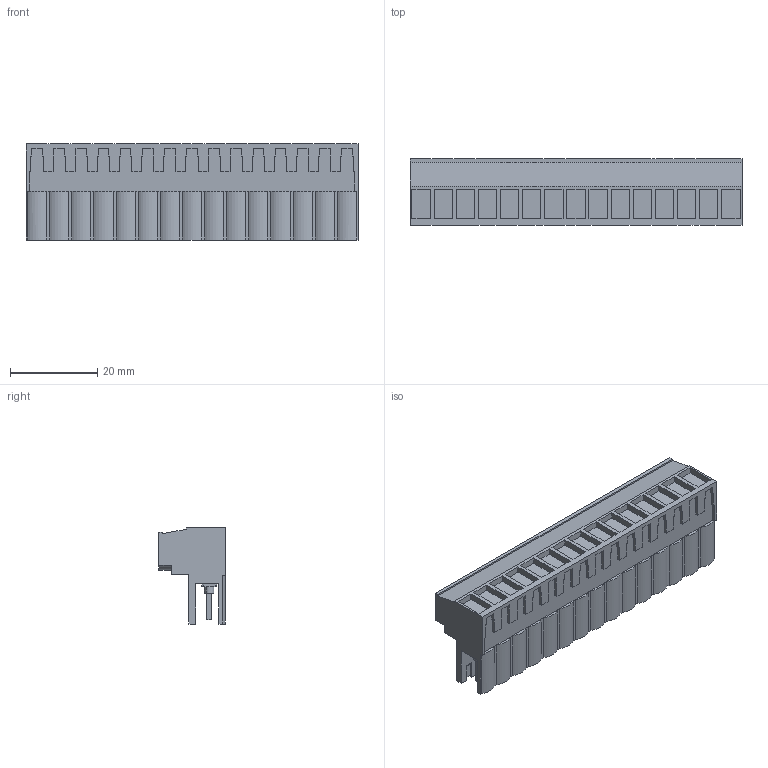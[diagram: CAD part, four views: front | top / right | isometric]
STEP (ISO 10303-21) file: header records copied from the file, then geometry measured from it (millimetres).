
FILE_DESCRIPTION(('CATIA V5 STEP','CAx-IF Rec.Pracs.--- Model Styling and Organization---1.2---2011-12-15'),'2;1');
FILE_NAME ('D1453759_0_1627220000_1627220000.stp','2017-06-01T06:28:24+00:00',('none'),('Weidmueller'),'CATIA Version 5-6 Release 2014','CATIA V5 STEP AP214','none');
FILE_SCHEMA(('AUTOMOTIVE_DESIGN { 1 0 10303 214 1 1 1 1 }'));
Length unit declared in the file: millimetre
Products named in the file (1): 1627220000
Bounding box: 76.2 x 15.3 x 22.05 mm (x, y, z)
Volume: 12987.7 mm3; surface area: 11018.4 mm2
Topology: 31 solids, 31 shells, 1034 faces, 2816 edges, 1904 vertices
Faces by surface type: plane 779, cylinder 195, extrusion 60
Entity records: 31519 total; most frequent: CARTESIAN_POINT 7271, ORIENTED_EDGE 5632, DIRECTION 3776, EDGE_CURVE 2816, VECTOR 2304, LINE 2244, VERTEX_POINT 1904, EDGE_LOOP 1124
